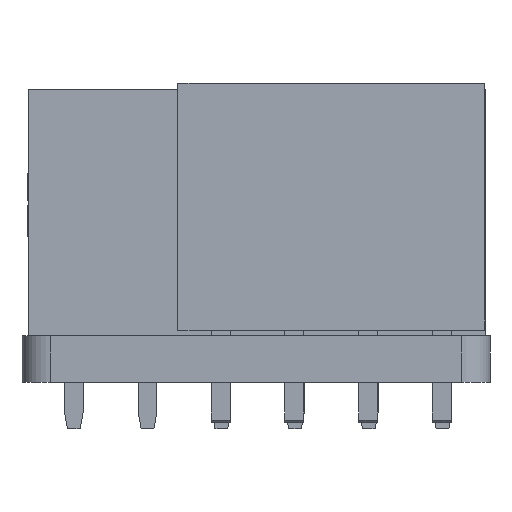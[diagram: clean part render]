
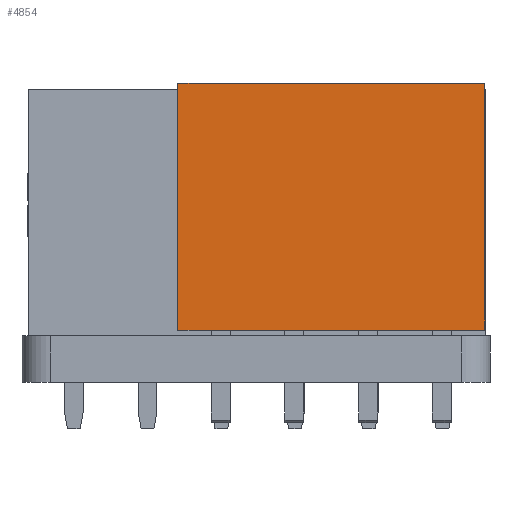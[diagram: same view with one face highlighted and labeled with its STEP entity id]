
A CAD part, left-side view. The second image highlights one B-rep face of the part: STEP entity #4854.
In plain terms, the highlighted face is planar.
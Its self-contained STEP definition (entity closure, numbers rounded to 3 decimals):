
#2513 = VERTEX_POINT('',#2514);
#2514 = CARTESIAN_POINT('',(5.28,1.25,0.2
    ));
#2520 = EDGE_CURVE('',#2521,#2513,#2523,.T.);
#2521 = VERTEX_POINT('',#2522);
#2522 = CARTESIAN_POINT('',(5.28,1.25,8.7
    ));
#2523 = LINE('',#2524,#2525);
#2524 = CARTESIAN_POINT('',(5.28,1.25,8.7
    ));
#2525 = VECTOR('',#2526,1.);
#2526 = DIRECTION('',(-0.,-0.,-1.));
#4717 = EDGE_CURVE('',#2521,#4718,#4720,.T.);
#4718 = VERTEX_POINT('',#4719);
#4719 = CARTESIAN_POINT('',(-5.28,1.25,
    8.7));
#4720 = LINE('',#4721,#4722);
#4721 = CARTESIAN_POINT('',(-5.28,1.25,
    8.7));
#4722 = VECTOR('',#4723,1.);
#4723 = DIRECTION('',(-1.,-0.,-0.));
#4836 = VERTEX_POINT('',#4837);
#4837 = CARTESIAN_POINT('',(-5.28,1.25,
    0.2));
#4843 = EDGE_CURVE('',#2513,#4836,#4844,.T.);
#4844 = LINE('',#4845,#4846);
#4845 = CARTESIAN_POINT('',(-5.28,1.25,
    0.2));
#4846 = VECTOR('',#4847,1.);
#4847 = DIRECTION('',(-1.,-0.,-0.));
#4854 = ADVANCED_FACE('',(#4855),#4866,.F.);
#4855 = FACE_BOUND('',#4856,.T.);
#4856 = EDGE_LOOP('',(#4857,#4858,#4864,#4865));
#4857 = ORIENTED_EDGE('',*,*,#4843,.T.);
#4858 = ORIENTED_EDGE('',*,*,#4859,.F.);
#4859 = EDGE_CURVE('',#4718,#4836,#4860,.T.);
#4860 = LINE('',#4861,#4862);
#4861 = CARTESIAN_POINT('',(-5.28,1.25,
    8.7));
#4862 = VECTOR('',#4863,1.);
#4863 = DIRECTION('',(-0.,-0.,-1.));
#4864 = ORIENTED_EDGE('',*,*,#4717,.F.);
#4865 = ORIENTED_EDGE('',*,*,#2520,.T.);
#4866 = PLANE('',#4867);
#4867 = AXIS2_PLACEMENT_3D('',#4868,#4869,#4870);
#4868 = CARTESIAN_POINT('',(-5.28,1.25,
    8.7));
#4869 = DIRECTION('',(0.,-1.,0.));
#4870 = DIRECTION('',(0.,0.,-1.));
